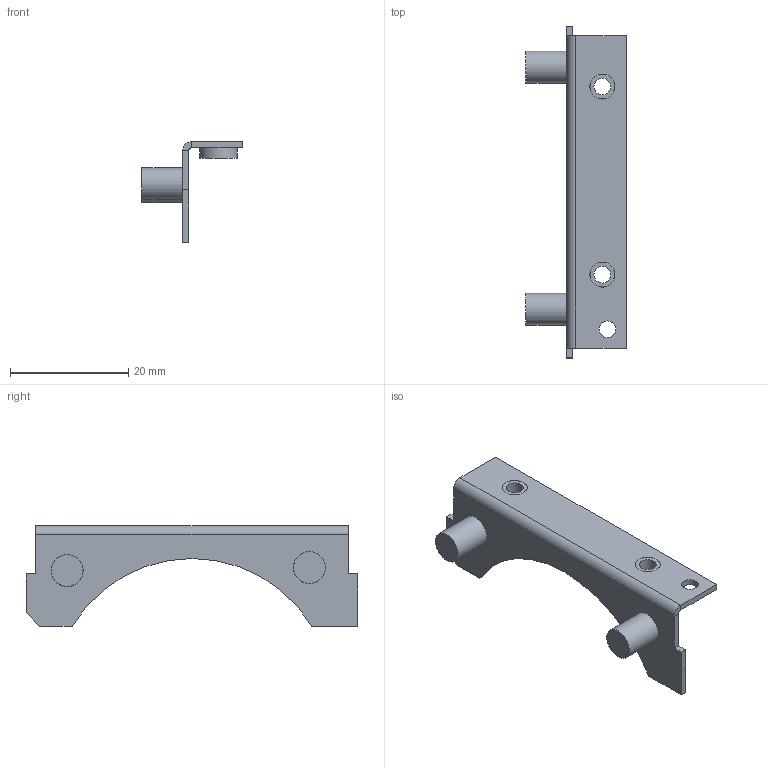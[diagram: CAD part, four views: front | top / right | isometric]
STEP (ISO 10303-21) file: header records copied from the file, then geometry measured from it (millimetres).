
FILE_DESCRIPTION(/* description */ (''),/* implementation_level */ '2;1');
FILE_NAME(/* name */ '118-00-11854_ASM.iam.step',/* time_stamp */ '2014-01-01T17:45:54-08:00',/* author */ ('Philip'),/* organization */ (''),/* preprocessor_version */ 'ST-DEVELOPER v15.2',/* originating_system */ 'Autodesk Inventor 2014',/* authorisation */ '');
FILE_SCHEMA (('AUTOMOTIVE_DESIGN { 1 0 10303 214 3 1 1 }'));
Length unit declared in the file: inch
Products named in the file (4): 118-00-11854; SO-6440-10; S-440-1; 118-00-11854_ASM
Bounding box: 16.97 x 56.03 x 16.97 mm (x, y, z)
Volume: 1460.7 mm3; surface area: 2837.5 mm2
Topology: 5 solids, 5 shells, 58 faces, 124 edges, 80 vertices
Faces by surface type: plane 42, cylinder 16
Full cylindrical faces by diameter (mm): 2.819 x1, 2.845 x2, 4.191 x2, 4.216 x2, 5.385 x2, 5.41 x2, 6.35 x2
Entity records: 1235 total; most frequent: DIRECTION 211, CARTESIAN_POINT 196, ORIENTED_EDGE 170, EDGE_CURVE 85, AXIS2_PLACEMENT_3D 75, EDGE_LOOP 65, LINE 61, VECTOR 61
